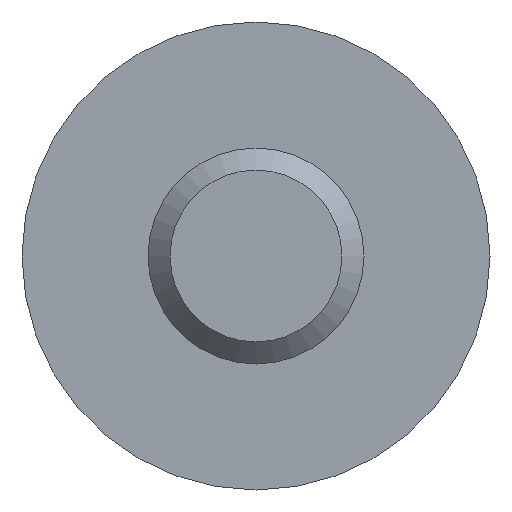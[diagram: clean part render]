
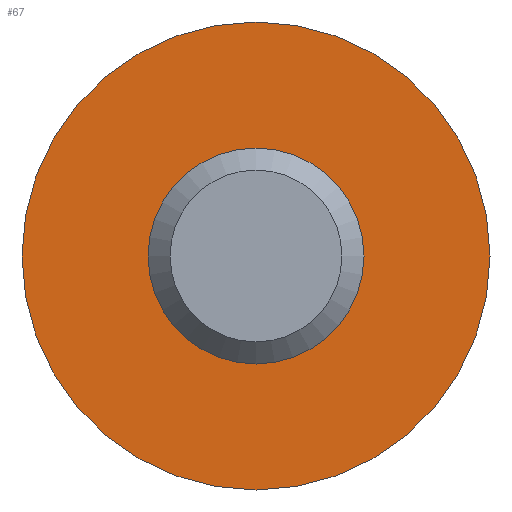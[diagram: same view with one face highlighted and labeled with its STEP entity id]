
A CAD part, front view. The second image highlights one B-rep face of the part: STEP entity #67.
In plain terms, the highlighted planar face has unit normal (0, -1, 0).
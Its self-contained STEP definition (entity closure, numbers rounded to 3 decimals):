
#67 = ADVANCED_FACE( '', ( #137, #138 ), #139, .F. );
#137 = FACE_BOUND( '', #205, .T. );
#138 = FACE_OUTER_BOUND( '', #206, .T. );
#139 = PLANE( '', #207 );
#205 = EDGE_LOOP( '', ( #316 ) );
#206 = EDGE_LOOP( '', ( #317 ) );
#207 = AXIS2_PLACEMENT_3D( '', #318, #319, #320 );
#316 = ORIENTED_EDGE( '', *, *, #380, .F. );
#317 = ORIENTED_EDGE( '', *, *, #371, .T. );
#318 = CARTESIAN_POINT( '', ( 6.5, 0., 0. ) );
#319 = DIRECTION( '', ( 0., 1., 0. ) );
#320 = DIRECTION( '', ( 0., 0., 1. ) );
#371 = EDGE_CURVE( '', #429, #429, #430, .T. );
#380 = EDGE_CURVE( '', #443, #443, #444, .T. );
#429 = VERTEX_POINT( '', #506 );
#430 = CIRCLE( '', #507, 6.5 );
#443 = VERTEX_POINT( '', #520 );
#444 = CIRCLE( '', #521, 2.7 );
#506 = CARTESIAN_POINT( '', ( 0., 0., -6.5 ) );
#507 = AXIS2_PLACEMENT_3D( '', #564, #565, #566 );
#520 = CARTESIAN_POINT( '', ( 0., 0., -2.7 ) );
#521 = AXIS2_PLACEMENT_3D( '', #579, #580, #581 );
#564 = CARTESIAN_POINT( '', ( 0., 0., 0. ) );
#565 = DIRECTION( '', ( 0., -1., 0. ) );
#566 = DIRECTION( '', ( 0., 0., -1. ) );
#579 = CARTESIAN_POINT( '', ( 0., 0., 0. ) );
#580 = DIRECTION( '', ( 0., -1., 0. ) );
#581 = DIRECTION( '', ( 0., 0., -1. ) );
